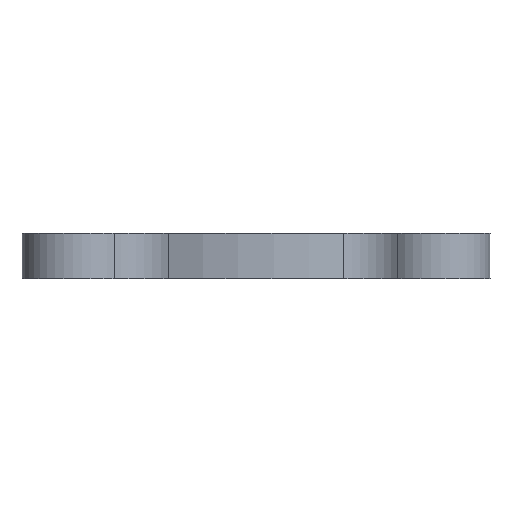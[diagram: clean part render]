
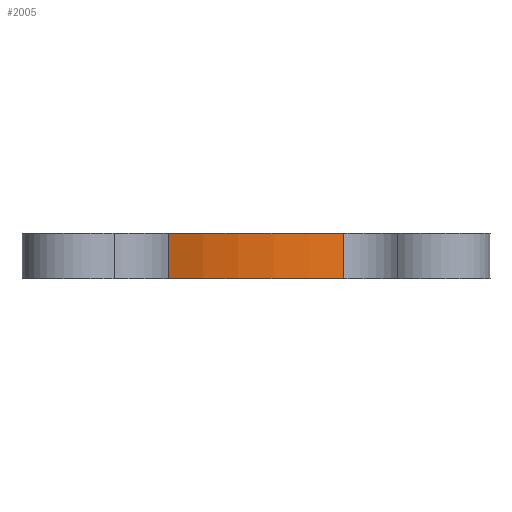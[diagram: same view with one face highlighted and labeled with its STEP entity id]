
A CAD part, front view. The second image highlights one B-rep face of the part: STEP entity #2005.
In plain terms, the highlighted cylindrical face has radius 50 mm (diameter 100 mm), a partial arc.
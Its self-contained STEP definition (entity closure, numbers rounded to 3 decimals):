
#19 = DIRECTION ( 'NONE',  ( 0., 0., -1. ) ) ;
#39 = ORIENTED_EDGE ( 'NONE', *, *, #859, .F. ) ;
#96 = DIRECTION ( 'NONE',  ( 0., 0., 1. ) ) ;
#217 = CARTESIAN_POINT ( 'NONE',  ( 0., 0., 10. ) ) ;
#228 = CARTESIAN_POINT ( 'NONE',  ( -19.414, -46.077, 0. ) ) ;
#302 = DIRECTION ( 'NONE',  ( 0., 0., -1. ) ) ;
#303 = VERTEX_POINT ( 'NONE', #973 ) ;
#362 = LINE ( 'NONE', #1829, #1614 ) ;
#441 = VERTEX_POINT ( 'NONE', #1862 ) ;
#472 = CARTESIAN_POINT ( 'NONE',  ( 19.414, -46.077, 10. ) ) ;
#482 = VERTEX_POINT ( 'NONE', #228 ) ;
#563 = ORIENTED_EDGE ( 'NONE', *, *, #730, .T. ) ;
#595 = FACE_OUTER_BOUND ( 'NONE', #622, .T. ) ;
#609 = DIRECTION ( 'NONE',  ( 1., 0., 0. ) ) ;
#612 = CARTESIAN_POINT ( 'NONE',  ( 0., 0., 0. ) ) ;
#622 = EDGE_LOOP ( 'NONE', ( #563, #39, #2178, #1611 ) ) ;
#632 = DIRECTION ( 'NONE',  ( 0., 0., -1. ) ) ;
#643 = VERTEX_POINT ( 'NONE', #1234 ) ;
#730 = EDGE_CURVE ( 'NONE', #482, #303, #1963, .T. ) ;
#737 = EDGE_CURVE ( 'NONE', #441, #643, #1700, .T. ) ;
#859 = EDGE_CURVE ( 'NONE', #643, #303, #2016, .T. ) ;
#973 = CARTESIAN_POINT ( 'NONE',  ( 19.414, -46.077, 0. ) ) ;
#1184 = VECTOR ( 'NONE', #302, 1000. ) ;
#1234 = CARTESIAN_POINT ( 'NONE',  ( 19.414, -46.077, 10. ) ) ;
#1270 = AXIS2_PLACEMENT_3D ( 'NONE', #612, #96, #609 ) ;
#1346 = AXIS2_PLACEMENT_3D ( 'NONE', #1801, #1628, #1980 ) ;
#1611 = ORIENTED_EDGE ( 'NONE', *, *, #1812, .T. ) ;
#1614 = VECTOR ( 'NONE', #632, 1000. ) ;
#1628 = DIRECTION ( 'NONE',  ( 0., 0., 1. ) ) ;
#1700 = CIRCLE ( 'NONE', #1346, 50. ) ;
#1724 = DIRECTION ( 'NONE',  ( -1., 0., 0. ) ) ;
#1801 = CARTESIAN_POINT ( 'NONE',  ( 0., 0., 10. ) ) ;
#1812 = EDGE_CURVE ( 'NONE', #441, #482, #362, .T. ) ;
#1829 = CARTESIAN_POINT ( 'NONE',  ( -19.414, -46.077, 10. ) ) ;
#1853 = AXIS2_PLACEMENT_3D ( 'NONE', #217, #19, #1724 ) ;
#1862 = CARTESIAN_POINT ( 'NONE',  ( -19.414, -46.077, 10. ) ) ;
#1963 = CIRCLE ( 'NONE', #1270, 50. ) ;
#1980 = DIRECTION ( 'NONE',  ( 1., 0., 0. ) ) ;
#2005 = ADVANCED_FACE ( 'NONE', ( #595 ), #2185, .T. ) ;
#2016 = LINE ( 'NONE', #472, #1184 ) ;
#2178 = ORIENTED_EDGE ( 'NONE', *, *, #737, .F. ) ;
#2185 = CYLINDRICAL_SURFACE ( 'NONE', #1853, 50. ) ;
